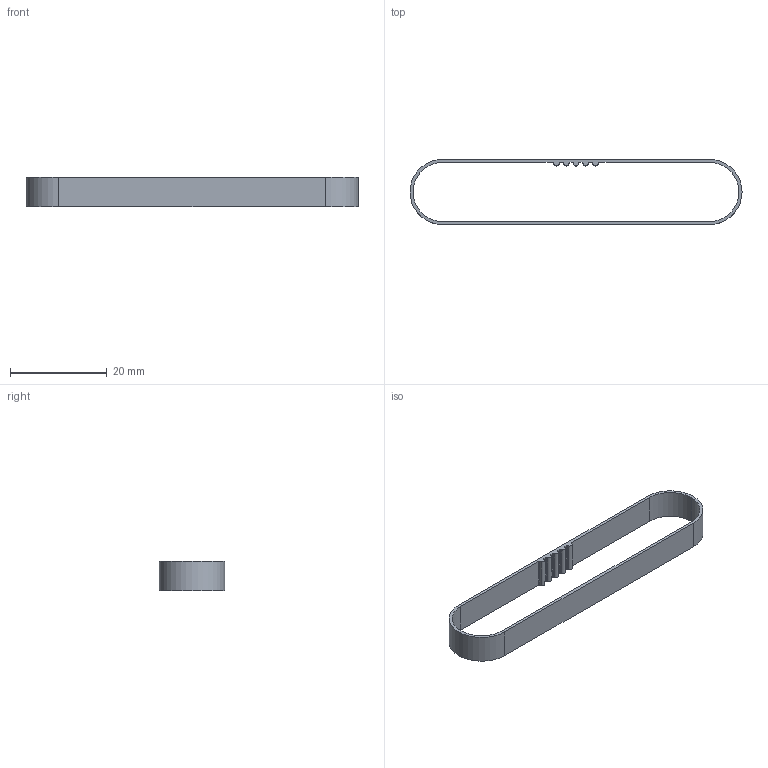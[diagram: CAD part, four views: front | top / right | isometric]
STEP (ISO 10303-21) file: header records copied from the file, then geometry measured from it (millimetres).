
FILE_DESCRIPTION (( 'STEP AP203' ), '1' );
FILE_NAME ('TB 同步带 GBN1502GT-60.STEP_默认_sldprt.STEP', '2025-11-13T14:26:30', ( '' ), ( '' ), 'SwSTEP 2.0', 'SolidWorks 2020', '' );
FILE_SCHEMA (( 'CONFIG_CONTROL_DESIGN' ));
Length unit declared in the file: millimetre
Products named in the file (1): TB 同步带 GBN1502GT-60.STEP_默认_sldprt
Bounding box: 68.48 x 13.48 x 6 mm (x, y, z)
Volume: 590.2 mm3; surface area: 2026.3 mm2
Topology: 1 solids, 1 shells, 42 faces, 120 edges, 80 vertices
Faces by surface type: cylinder 31, plane 11
Entity records: 1487 total; most frequent: DIRECTION 268, CARTESIAN_POINT 243, ORIENTED_EDGE 240, EDGE_CURVE 120, AXIS2_PLACEMENT_3D 105, VERTEX_POINT 80, CIRCLE 62, LINE 58
